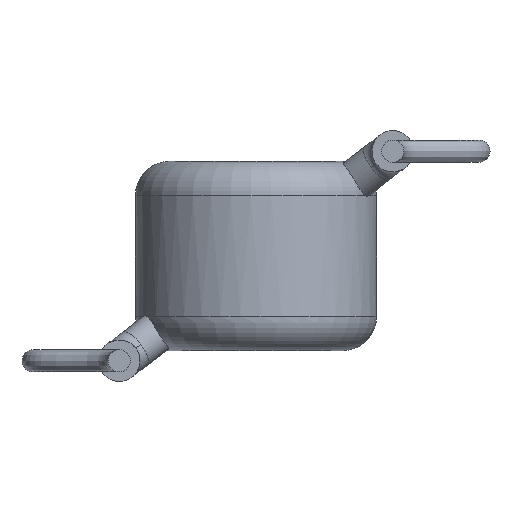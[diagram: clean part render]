
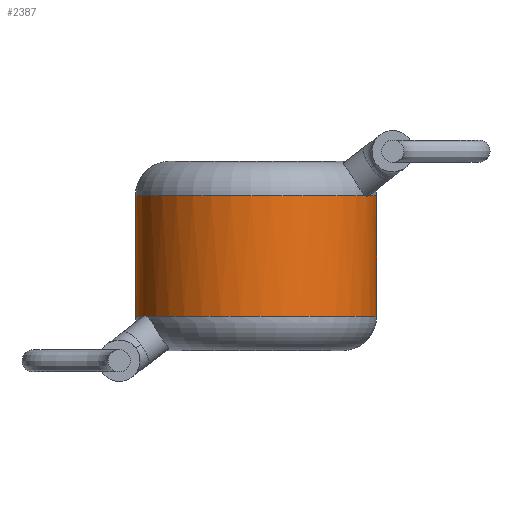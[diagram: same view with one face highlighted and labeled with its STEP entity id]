
A CAD part, front view. The second image highlights one B-rep face of the part: STEP entity #2387.
In plain terms, the highlighted cylindrical face has radius 3.5 mm (diameter 7 mm), a partial arc.
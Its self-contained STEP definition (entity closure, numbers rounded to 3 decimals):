
#107 = DIRECTION ( 'NONE',  ( 0., 0., 1. ) ) ;
#235 = B_SPLINE_CURVE_WITH_KNOTS ( 'NONE', 3,
 ( #4435, #2045, #4463, #918 ),
 .UNSPECIFIED., .F., .F.,
 ( 4, 4 ),
 ( 0., 1. ),
 .UNSPECIFIED. ) ;
#236 = DIRECTION ( 'NONE',  ( 0., 0., -1. ) ) ;
#256 = VERTEX_POINT ( 'NONE', #2072 ) ;
#267 = ORIENTED_EDGE ( 'NONE', *, *, #3016, .T. ) ;
#503 = LINE ( 'NONE', #3230, #1408 ) ;
#625 = CARTESIAN_POINT ( 'NONE',  ( 3.192, -1.437, 4.5 ) ) ;
#713 = CIRCLE ( 'NONE', #2803, 3.5 ) ;
#806 = EDGE_CURVE ( 'NONE', #256, #3501, #713, .T. ) ;
#918 = CARTESIAN_POINT ( 'NONE',  ( 3.192, -1.437, 4.5 ) ) ;
#1159 = DIRECTION ( 'NONE',  ( 0., 0., -1. ) ) ;
#1346 = CARTESIAN_POINT ( 'NONE',  ( -3.5, 0., 1. ) ) ;
#1357 = CARTESIAN_POINT ( 'NONE',  ( -3.268, -1.252, 1. ) ) ;
#1408 = VECTOR ( 'NONE', #2171, 1000. ) ;
#1435 = LINE ( 'NONE', #3371, #4071 ) ;
#1536 = AXIS2_PLACEMENT_3D ( 'NONE', #3302, #236, #1560 ) ;
#1560 = DIRECTION ( 'NONE',  ( 1., 0., 0. ) ) ;
#1589 = EDGE_CURVE ( 'NONE', #2454, #3220, #1916, .T. ) ;
#1617 = CARTESIAN_POINT ( 'NONE',  ( -3.268, -1.252, 1. ) ) ;
#1707 = CARTESIAN_POINT ( 'NONE',  ( -3.219, -1.376, 1.012 ) ) ;
#1827 = EDGE_CURVE ( 'NONE', #3501, #2739, #235, .T. ) ;
#1846 = CARTESIAN_POINT ( 'NONE',  ( -3.192, -1.437, 1. ) ) ;
#1864 = CARTESIAN_POINT ( 'NONE',  ( 3.268, -1.252, 4.5 ) ) ;
#1916 = CIRCLE ( 'NONE', #2957, 3.5 ) ;
#1918 = EDGE_CURVE ( 'NONE', #4311, #2680, #1435, .T. ) ;
#1927 = VERTEX_POINT ( 'NONE', #1617 ) ;
#1981 = ORIENTED_EDGE ( 'NONE', *, *, #806, .T. ) ;
#2045 = CARTESIAN_POINT ( 'NONE',  ( 3.245, -1.314, 4.488 ) ) ;
#2072 = CARTESIAN_POINT ( 'NONE',  ( 3.5, 0., 4.5 ) ) ;
#2171 = DIRECTION ( 'NONE',  ( 0., 0., -1. ) ) ;
#2259 = DIRECTION ( 'NONE',  ( 0., 0., 1. ) ) ;
#2336 = CYLINDRICAL_SURFACE ( 'NONE', #2490, 3.5 ) ;
#2340 = CARTESIAN_POINT ( 'NONE',  ( -3.245, -1.314, 1.012 ) ) ;
#2360 = ORIENTED_EDGE ( 'NONE', *, *, #3557, .F. ) ;
#2387 = ADVANCED_FACE ( 'NONE', ( #3327 ), #2336, .T. ) ;
#2454 = VERTEX_POINT ( 'NONE', #1846 ) ;
#2490 = AXIS2_PLACEMENT_3D ( 'NONE', #4139, #4321, #4260 ) ;
#2492 = CARTESIAN_POINT ( 'NONE',  ( 0., 0., 4.5 ) ) ;
#2503 = ORIENTED_EDGE ( 'NONE', *, *, #1589, .T. ) ;
#2533 = EDGE_LOOP ( 'NONE', ( #2360, #1981, #4353, #3401, #3117, #267, #3737, #2503 ) ) ;
#2558 = DIRECTION ( 'NONE',  ( 1., 0., 0. ) ) ;
#2559 = CIRCLE ( 'NONE', #4252, 3.5 ) ;
#2622 = CARTESIAN_POINT ( 'NONE',  ( 3.5, 0., 1. ) ) ;
#2680 = VERTEX_POINT ( 'NONE', #1346 ) ;
#2731 = EDGE_CURVE ( 'NONE', #1927, #2454, #3524, .T. ) ;
#2739 = VERTEX_POINT ( 'NONE', #625 ) ;
#2803 = AXIS2_PLACEMENT_3D ( 'NONE', #2492, #1159, #3240 ) ;
#2957 = AXIS2_PLACEMENT_3D ( 'NONE', #4322, #2259, #3264 ) ;
#3016 = EDGE_CURVE ( 'NONE', #2680, #1927, #2559, .T. ) ;
#3117 = ORIENTED_EDGE ( 'NONE', *, *, #1918, .T. ) ;
#3220 = VERTEX_POINT ( 'NONE', #2622 ) ;
#3230 = CARTESIAN_POINT ( 'NONE',  ( 3.5, 0., 5.5 ) ) ;
#3240 = DIRECTION ( 'NONE',  ( 1., 0., 0. ) ) ;
#3264 = DIRECTION ( 'NONE',  ( 1., 0., 0. ) ) ;
#3302 = CARTESIAN_POINT ( 'NONE',  ( 0., 0., 4.5 ) ) ;
#3327 = FACE_OUTER_BOUND ( 'NONE', #2533, .T. ) ;
#3365 = CARTESIAN_POINT ( 'NONE',  ( -3.5, 0., 4.5 ) ) ;
#3371 = CARTESIAN_POINT ( 'NONE',  ( -3.5, 0., 5.5 ) ) ;
#3395 = CARTESIAN_POINT ( 'NONE',  ( -3.192, -1.437, 1. ) ) ;
#3401 = ORIENTED_EDGE ( 'NONE', *, *, #3702, .T. ) ;
#3501 = VERTEX_POINT ( 'NONE', #1864 ) ;
#3524 = B_SPLINE_CURVE_WITH_KNOTS ( 'NONE', 3,
 ( #1357, #2340, #1707, #3395 ),
 .UNSPECIFIED., .F., .F.,
 ( 4, 4 ),
 ( 0., 1. ),
 .UNSPECIFIED. ) ;
#3557 = EDGE_CURVE ( 'NONE', #256, #3220, #503, .T. ) ;
#3694 = DIRECTION ( 'NONE',  ( 0., 0., -1. ) ) ;
#3702 = EDGE_CURVE ( 'NONE', #2739, #4311, #4266, .T. ) ;
#3737 = ORIENTED_EDGE ( 'NONE', *, *, #2731, .T. ) ;
#4071 = VECTOR ( 'NONE', #3694, 1000. ) ;
#4139 = CARTESIAN_POINT ( 'NONE',  ( 0., 0., 5.5 ) ) ;
#4252 = AXIS2_PLACEMENT_3D ( 'NONE', #4256, #107, #2558 ) ;
#4256 = CARTESIAN_POINT ( 'NONE',  ( 0., 0., 1. ) ) ;
#4260 = DIRECTION ( 'NONE',  ( -1., 0., 0. ) ) ;
#4266 = CIRCLE ( 'NONE', #1536, 3.5 ) ;
#4311 = VERTEX_POINT ( 'NONE', #3365 ) ;
#4321 = DIRECTION ( 'NONE',  ( 0., 0., -1. ) ) ;
#4322 = CARTESIAN_POINT ( 'NONE',  ( 0., 0., 1. ) ) ;
#4353 = ORIENTED_EDGE ( 'NONE', *, *, #1827, .T. ) ;
#4435 = CARTESIAN_POINT ( 'NONE',  ( 3.268, -1.252, 4.5 ) ) ;
#4463 = CARTESIAN_POINT ( 'NONE',  ( 3.219, -1.376, 4.488 ) ) ;
